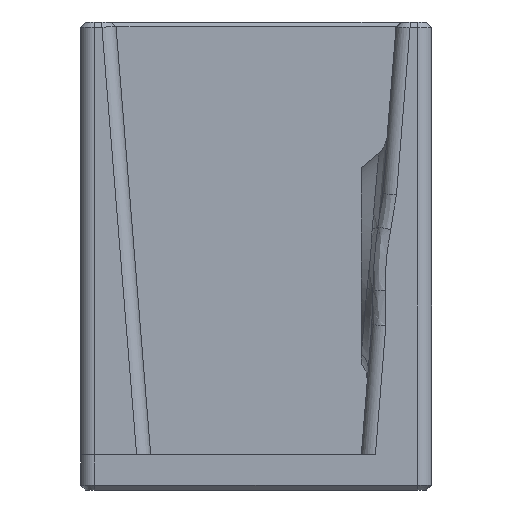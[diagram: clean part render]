
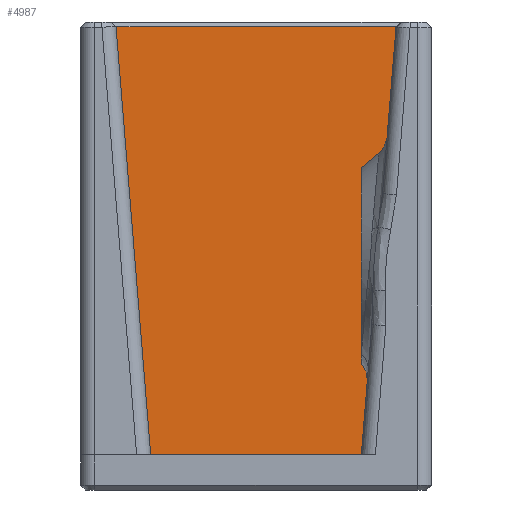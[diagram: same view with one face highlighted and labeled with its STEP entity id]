
A CAD part, left-side view. The second image highlights one B-rep face of the part: STEP entity #4987.
In plain terms, the highlighted planar face has unit normal (-1, 0, 0).
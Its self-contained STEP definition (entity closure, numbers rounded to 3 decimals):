
#7 = EDGE_CURVE ( 'NONE', #4429, #1321, #57, .T. ) ;
#57 = LINE ( 'NONE', #1733, #3566 ) ;
#436 = CARTESIAN_POINT ( 'NONE',  ( -53.5, 5.984, 9.8 ) ) ;
#477 = CARTESIAN_POINT ( 'NONE',  ( -53.5, 6., 10. ) ) ;
#529 = DIRECTION ( 'NONE',  ( 0., 1., 0. ) ) ;
#763 = FACE_OUTER_BOUND ( 'NONE', #4462, .T. ) ;
#825 = DIRECTION ( 'NONE',  ( 0., 0.081, 0.997 ) ) ;
#1042 = PLANE ( 'NONE',  #4721 ) ;
#1067 = CARTESIAN_POINT ( 'NONE',  ( -53.5, 7.5, 26.553 ) ) ;
#1082 = CARTESIAN_POINT ( 'NONE',  ( -53.5, -5.982, 9.782 ) ) ;
#1147 = CARTESIAN_POINT ( 'NONE',  ( -53.5, 4.5, -8.5 ) ) ;
#1321 = VERTEX_POINT ( 'NONE', #436 ) ;
#1396 = VECTOR ( 'NONE', #3173, 1000. ) ;
#1642 = CARTESIAN_POINT ( 'NONE',  ( -53.5, 4.5, -8.5 ) ) ;
#1731 = ORIENTED_EDGE ( 'NONE', *, *, #3930, .F. ) ;
#1733 = CARTESIAN_POINT ( 'NONE',  ( -53.5, 7.5, 9.8 ) ) ;
#1899 = VECTOR ( 'NONE', #2788, 1000. ) ;
#1925 = CARTESIAN_POINT ( 'NONE',  ( -53.5, -5.982, 9.782 ) ) ;
#2022 = LINE ( 'NONE', #1642, #4085 ) ;
#2246 = VERTEX_POINT ( 'NONE', #2977 ) ;
#2408 = CARTESIAN_POINT ( 'NONE',  ( -53.5, -6., 9.8 ) ) ;
#2434 = LINE ( 'NONE', #2740, #1396 ) ;
#2572 = ORIENTED_EDGE ( 'NONE', *, *, #7, .T. ) ;
#2578 = VERTEX_POINT ( 'NONE', #1925 ) ;
#2740 = CARTESIAN_POINT ( 'NONE',  ( -53.5, -4.5, -8.5 ) ) ;
#2788 = DIRECTION ( 'NONE',  ( 0., -0.707, 0.707 ) ) ;
#2977 = CARTESIAN_POINT ( 'NONE',  ( -53.5, -4.5, -8.5 ) ) ;
#3023 = EDGE_CURVE ( 'NONE', #2578, #4429, #4030, .T. ) ;
#3173 = DIRECTION ( 'NONE',  ( 0., 0.081, -0.997 ) ) ;
#3175 = DIRECTION ( 'NONE',  ( 0., -1., 0. ) ) ;
#3524 = DIRECTION ( 'NONE',  ( -1., 0., 0. ) ) ;
#3566 = VECTOR ( 'NONE', #529, 1000. ) ;
#3930 = EDGE_CURVE ( 'NONE', #5251, #1321, #4160, .T. ) ;
#4030 = LINE ( 'NONE', #1082, #1899 ) ;
#4085 = VECTOR ( 'NONE', #4555, 1000. ) ;
#4160 = LINE ( 'NONE', #477, #4928 ) ;
#4172 = EDGE_CURVE ( 'NONE', #2578, #2246, #2434, .T. ) ;
#4429 = VERTEX_POINT ( 'NONE', #2408 ) ;
#4462 = EDGE_LOOP ( 'NONE', ( #4658, #4724, #2572, #1731, #5004 ) ) ;
#4555 = DIRECTION ( 'NONE',  ( 0., 1., 0. ) ) ;
#4658 = ORIENTED_EDGE ( 'NONE', *, *, #4172, .F. ) ;
#4721 = AXIS2_PLACEMENT_3D ( 'NONE', #1067, #3524, #3175 ) ;
#4724 = ORIENTED_EDGE ( 'NONE', *, *, #3023, .T. ) ;
#4928 = VECTOR ( 'NONE', #825, 1000. ) ;
#4987 = ADVANCED_FACE ( 'NONE', ( #763 ), #1042, .T. ) ;
#5004 = ORIENTED_EDGE ( 'NONE', *, *, #5325, .F. ) ;
#5251 = VERTEX_POINT ( 'NONE', #1147 ) ;
#5325 = EDGE_CURVE ( 'NONE', #2246, #5251, #2022, .T. ) ;
